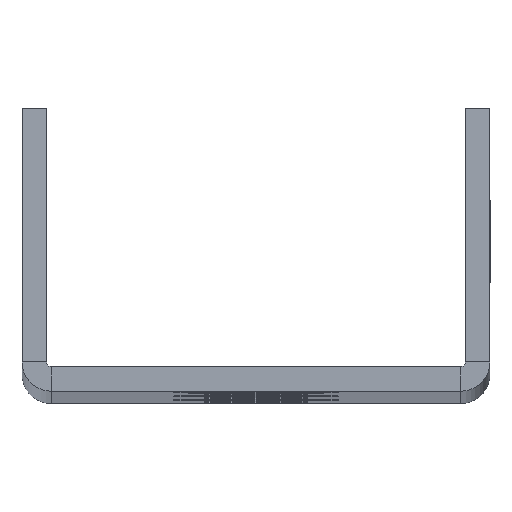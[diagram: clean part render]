
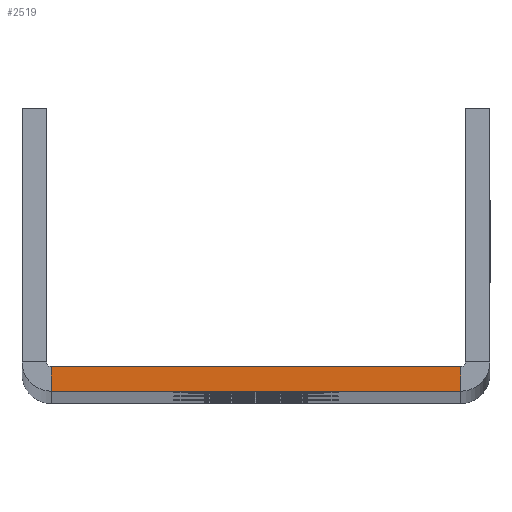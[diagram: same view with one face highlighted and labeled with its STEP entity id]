
A CAD part, top view. The second image highlights one B-rep face of the part: STEP entity #2519.
In plain terms, the highlighted planar face has unit normal (0, 0, 1).
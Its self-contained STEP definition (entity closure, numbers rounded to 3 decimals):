
#165 = AXIS2_PLACEMENT_3D ( 'NONE', #1329, #1314, #1313 ) ;
#1215 = DIRECTION ( 'NONE',  ( 1., 0., 0. ) ) ;
#1216 = CARTESIAN_POINT ( 'NONE',  ( 21., 2.5, 720. ) ) ;
#1217 = DIRECTION ( 'NONE',  ( 0., -1., 0. ) ) ;
#1218 = CARTESIAN_POINT ( 'NONE',  ( -21., 2.5, 720. ) ) ;
#1219 = DIRECTION ( 'NONE',  ( -1., 0., 0. ) ) ;
#1223 = CARTESIAN_POINT ( 'NONE',  ( 21., 0., 720. ) ) ;
#1224 = CARTESIAN_POINT ( 'NONE',  ( 24., 0., 720. ) ) ;
#1232 = DIRECTION ( 'NONE',  ( 0., 1., 0. ) ) ;
#1313 = DIRECTION ( 'NONE',  ( 1., 0., 0. ) ) ;
#1314 = DIRECTION ( 'NONE',  ( 0., 0., 1. ) ) ;
#1319 = PLANE ( 'NONE',  #165 ) ;
#1329 = CARTESIAN_POINT ( 'NONE',  ( 24., 29., 720. ) ) ;
#1448 = CARTESIAN_POINT ( 'NONE',  ( -21., 0., 720. ) ) ;
#1464 = CARTESIAN_POINT ( 'NONE',  ( 21., 2.5, 720. ) ) ;
#1469 = CARTESIAN_POINT ( 'NONE',  ( 21., 0., 720. ) ) ;
#1482 = CARTESIAN_POINT ( 'NONE',  ( -21., 2.5, 720. ) ) ;
#1785 = EDGE_LOOP ( 'NONE', ( #4333, #4332, #4331, #4330 ) ) ;
#1995 = VERTEX_POINT ( 'NONE', #1482 ) ;
#2001 = VERTEX_POINT ( 'NONE', #1464 ) ;
#2003 = VERTEX_POINT ( 'NONE', #1469 ) ;
#2004 = VERTEX_POINT ( 'NONE', #1448 ) ;
#2519 = ADVANCED_FACE ( 'NONE', ( #2983 ), #1319, .T. ) ;
#2591 = EDGE_CURVE ( 'NONE', #2003, #2001, #3016, .T. ) ;
#2592 = EDGE_CURVE ( 'NONE', #2003, #2004, #3017, .T. ) ;
#2593 = EDGE_CURVE ( 'NONE', #1995, #2004, #3020, .T. ) ;
#2594 = EDGE_CURVE ( 'NONE', #1995, #2001, #3022, .T. ) ;
#2983 = FACE_OUTER_BOUND ( 'NONE', #1785, .T. ) ;
#3016 = LINE ( 'NONE', #1223, #3019 ) ;
#3017 = LINE ( 'NONE', #1224, #3021 ) ;
#3019 = VECTOR ( 'NONE', #1232, 1000. ) ;
#3020 = LINE ( 'NONE', #1218, #3023 ) ;
#3021 = VECTOR ( 'NONE', #1219, 1000. ) ;
#3022 = LINE ( 'NONE', #1216, #3025 ) ;
#3023 = VECTOR ( 'NONE', #1217, 1000. ) ;
#3025 = VECTOR ( 'NONE', #1215, 1000. ) ;
#4330 = ORIENTED_EDGE ( 'NONE', *, *, #2591, .T. ) ;
#4331 = ORIENTED_EDGE ( 'NONE', *, *, #2592, .F. ) ;
#4332 = ORIENTED_EDGE ( 'NONE', *, *, #2593, .T. ) ;
#4333 = ORIENTED_EDGE ( 'NONE', *, *, #2594, .F. ) ;
